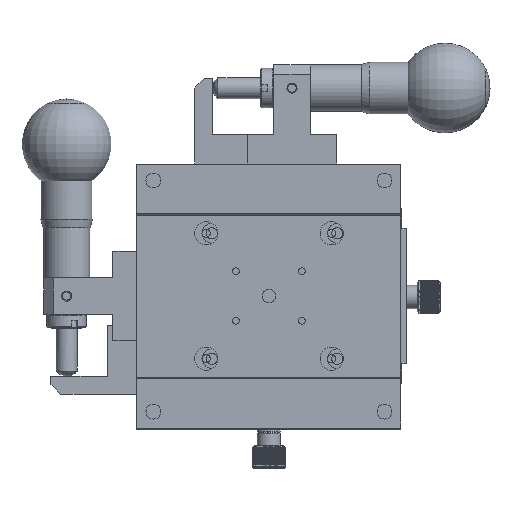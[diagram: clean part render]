
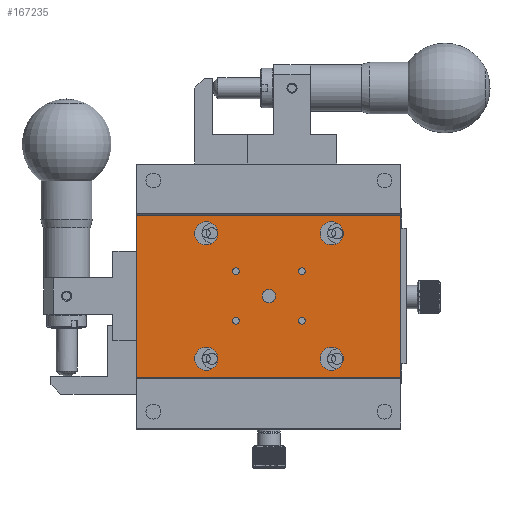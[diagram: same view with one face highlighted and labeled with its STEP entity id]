
A CAD part, front view. The second image highlights one B-rep face of the part: STEP entity #167235.
In plain terms, the highlighted planar face has unit normal (0, 1, 0).
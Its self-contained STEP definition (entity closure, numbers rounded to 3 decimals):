
#1424 = DIRECTION ( 'NONE',  ( 0., 1., 0. ) ) ;
#2065 = FACE_BOUND ( 'NONE', #63239, .T. ) ;
#3570 = CIRCLE ( 'NONE', #158826, 3.5 ) ;
#3826 = VERTEX_POINT ( 'NONE', #31483 ) ;
#6411 = CARTESIAN_POINT ( 'NONE',  ( 2.051, 2.344, 7.5 ) ) ;
#9623 = DIRECTION ( 'NONE',  ( 0., 0., -1. ) ) ;
#13190 = CARTESIAN_POINT ( 'NONE',  ( -26.949, 2.344, 15.5 ) ) ;
#14387 = ORIENTED_EDGE ( 'NONE', *, *, #66576, .F. ) ;
#16210 = DIRECTION ( 'NONE',  ( 0., 1., 0. ) ) ;
#17591 = DIRECTION ( 'NONE',  ( 0., -1., 0. ) ) ;
#17928 = VERTEX_POINT ( 'NONE', #145670 ) ;
#18271 = CARTESIAN_POINT ( 'NONE',  ( 32.051, 2.344, -40. ) ) ;
#18858 = VERTEX_POINT ( 'NONE', #29379 ) ;
#20279 = AXIS2_PLACEMENT_3D ( 'NONE', #88586, #16210, #74300 ) ;
#22114 = DIRECTION ( 'NONE',  ( 0., 1., 0. ) ) ;
#22976 = CIRCLE ( 'NONE', #175251, 1.025 ) ;
#24498 = EDGE_LOOP ( 'NONE', ( #169033 ) ) ;
#29379 = CARTESIAN_POINT ( 'NONE',  ( -7.949, 2.344, -2. ) ) ;
#30253 = CARTESIAN_POINT ( 'NONE',  ( -47.949, 2.344, -24.55 ) ) ;
#30539 = VERTEX_POINT ( 'NONE', #103907 ) ;
#31483 = CARTESIAN_POINT ( 'NONE',  ( 2.051, 2.344, 8.525 ) ) ;
#33581 = CARTESIAN_POINT ( 'NONE',  ( -17.949, 2.344, -7.5 ) ) ;
#34380 = EDGE_LOOP ( 'NONE', ( #168743 ) ) ;
#37589 = CIRCLE ( 'NONE', #40546, 3.5 ) ;
#37963 = VECTOR ( 'NONE', #66749, 1000. ) ;
#38526 = CARTESIAN_POINT ( 'NONE',  ( -47.949, 2.344, -24.55 ) ) ;
#40009 = VECTOR ( 'NONE', #159253, 1000. ) ;
#40546 = AXIS2_PLACEMENT_3D ( 'NONE', #82023, #82966, #9623 ) ;
#44943 = FACE_BOUND ( 'NONE', #78330, .T. ) ;
#45111 = ORIENTED_EDGE ( 'NONE', *, *, #121363, .T. ) ;
#45604 = ORIENTED_EDGE ( 'NONE', *, *, #116231, .T. ) ;
#47570 = CIRCLE ( 'NONE', #20279, 3.5 ) ;
#50895 = EDGE_CURVE ( 'NONE', #90105, #124211, #173571, .T. ) ;
#56381 = FACE_BOUND ( 'NONE', #123117, .T. ) ;
#57319 = FACE_BOUND ( 'NONE', #119571, .T. ) ;
#58542 = CARTESIAN_POINT ( 'NONE',  ( -7.949, 2.344, 0. ) ) ;
#62331 = CARTESIAN_POINT ( 'NONE',  ( 2.051, 2.344, -7.5 ) ) ;
#63239 = EDGE_LOOP ( 'NONE', ( #120257 ) ) ;
#64285 = EDGE_CURVE ( 'NONE', #3826, #3826, #68282, .T. ) ;
#64522 = DIRECTION ( 'NONE',  ( 0., 0., 1. ) ) ;
#66453 = DIRECTION ( 'NONE',  ( 0., 1., 0. ) ) ;
#66576 = EDGE_CURVE ( 'NONE', #30539, #30539, #105913, .T. ) ;
#66749 = DIRECTION ( 'NONE',  ( 1., 0., 0. ) ) ;
#67334 = AXIS2_PLACEMENT_3D ( 'NONE', #187034, #114579, #115513 ) ;
#68282 = CIRCLE ( 'NONE', #92630, 1.025 ) ;
#71620 = FACE_BOUND ( 'NONE', #106236, .T. ) ;
#71763 = CIRCLE ( 'NONE', #178431, 2. ) ;
#71956 = ORIENTED_EDGE ( 'NONE', *, *, #50895, .T. ) ;
#74300 = DIRECTION ( 'NONE',  ( 0., 0., -1. ) ) ;
#75323 = EDGE_CURVE ( 'NONE', #182031, #182031, #22976, .T. ) ;
#76373 = DIRECTION ( 'NONE',  ( 0., 0., -1. ) ) ;
#78330 = EDGE_LOOP ( 'NONE', ( #172701 ) ) ;
#80615 = DIRECTION ( 'NONE',  ( 0., 1., 0. ) ) ;
#82023 = CARTESIAN_POINT ( 'NONE',  ( -26.949, 2.344, 19. ) ) ;
#82966 = DIRECTION ( 'NONE',  ( 0., 1., 0. ) ) ;
#84647 = VERTEX_POINT ( 'NONE', #13190 ) ;
#86864 = FACE_BOUND ( 'NONE', #102229, .T. ) ;
#88409 = VERTEX_POINT ( 'NONE', #132321 ) ;
#88586 = CARTESIAN_POINT ( 'NONE',  ( -26.949, 2.344, -19. ) ) ;
#90105 = VERTEX_POINT ( 'NONE', #30253 ) ;
#92180 = DIRECTION ( 'NONE',  ( 0., 1., 0. ) ) ;
#92536 = LINE ( 'NONE', #18271, #106702 ) ;
#92630 = AXIS2_PLACEMENT_3D ( 'NONE', #6411, #92180, #64522 ) ;
#96665 = DIRECTION ( 'NONE',  ( -1., 0., 0. ) ) ;
#98129 = EDGE_LOOP ( 'NONE', ( #116621, #45604, #159148, #71956 ) ) ;
#101061 = CARTESIAN_POINT ( 'NONE',  ( -47.949, 2.344, 40. ) ) ;
#101173 = FACE_BOUND ( 'NONE', #117945, .T. ) ;
#102229 = EDGE_LOOP ( 'NONE', ( #45111 ) ) ;
#102723 = EDGE_CURVE ( 'NONE', #84647, #84647, #37589, .T. ) ;
#103907 = CARTESIAN_POINT ( 'NONE',  ( -17.949, 2.344, -6.475 ) ) ;
#104079 = CIRCLE ( 'NONE', #161965, 3.5 ) ;
#104613 = VERTEX_POINT ( 'NONE', #110886 ) ;
#104890 = CIRCLE ( 'NONE', #184127, 1.025 ) ;
#105467 = CARTESIAN_POINT ( 'NONE',  ( 11.051, 2.344, -19. ) ) ;
#105913 = CIRCLE ( 'NONE', #112037, 1.025 ) ;
#106236 = EDGE_LOOP ( 'NONE', ( #14387 ) ) ;
#106481 = CARTESIAN_POINT ( 'NONE',  ( 11.051, 2.344, 15.5 ) ) ;
#106702 = VECTOR ( 'NONE', #76373, 1000. ) ;
#109698 = LINE ( 'NONE', #167884, #37963 ) ;
#110048 = LINE ( 'NONE', #38526, #143199 ) ;
#110268 = VERTEX_POINT ( 'NONE', #106481 ) ;
#110886 = CARTESIAN_POINT ( 'NONE',  ( 32.051, 2.344, -24.55 ) ) ;
#112037 = AXIS2_PLACEMENT_3D ( 'NONE', #33581, #22114, #150821 ) ;
#113639 = FACE_BOUND ( 'NONE', #34380, .T. ) ;
#114204 = EDGE_CURVE ( 'NONE', #104613, #90105, #110048, .T. ) ;
#114579 = DIRECTION ( 'NONE',  ( 0., 1., 0. ) ) ;
#115513 = DIRECTION ( 'NONE',  ( 0., 0., 1. ) ) ;
#116231 = EDGE_CURVE ( 'NONE', #123490, #104613, #92536, .T. ) ;
#116621 = ORIENTED_EDGE ( 'NONE', *, *, #131750, .T. ) ;
#116748 = DIRECTION ( 'NONE',  ( 0., 0., -1. ) ) ;
#117945 = EDGE_LOOP ( 'NONE', ( #147213 ) ) ;
#119571 = EDGE_LOOP ( 'NONE', ( #176130 ) ) ;
#120257 = ORIENTED_EDGE ( 'NONE', *, *, #64285, .F. ) ;
#121363 = EDGE_CURVE ( 'NONE', #18858, #18858, #71763, .T. ) ;
#122611 = EDGE_CURVE ( 'NONE', #88409, #88409, #47570, .T. ) ;
#123117 = EDGE_LOOP ( 'NONE', ( #167318 ) ) ;
#123490 = VERTEX_POINT ( 'NONE', #159208 ) ;
#124211 = VERTEX_POINT ( 'NONE', #155101 ) ;
#125594 = CARTESIAN_POINT ( 'NONE',  ( -17.949, 2.344, 7.5 ) ) ;
#128589 = CARTESIAN_POINT ( 'NONE',  ( 11.051, 2.344, 19. ) ) ;
#129821 = PLANE ( 'NONE',  #67334 ) ;
#131700 = FACE_OUTER_BOUND ( 'NONE', #98129, .T. ) ;
#131750 = EDGE_CURVE ( 'NONE', #124211, #123490, #109698, .T. ) ;
#132321 = CARTESIAN_POINT ( 'NONE',  ( -26.949, 2.344, -22.5 ) ) ;
#132637 = EDGE_CURVE ( 'NONE', #176193, #176193, #104890, .T. ) ;
#143167 = FACE_BOUND ( 'NONE', #24498, .T. ) ;
#143199 = VECTOR ( 'NONE', #96665, 1000. ) ;
#145670 = CARTESIAN_POINT ( 'NONE',  ( 11.051, 2.344, -22.5 ) ) ;
#147213 = ORIENTED_EDGE ( 'NONE', *, *, #75323, .F. ) ;
#150022 = EDGE_CURVE ( 'NONE', #17928, #17928, #104079, .T. ) ;
#150821 = DIRECTION ( 'NONE',  ( 0., 0., 1. ) ) ;
#155101 = CARTESIAN_POINT ( 'NONE',  ( -47.949, 2.344, 24.55 ) ) ;
#158826 = AXIS2_PLACEMENT_3D ( 'NONE', #128589, #170554, #159064 ) ;
#159064 = DIRECTION ( 'NONE',  ( 0., 0., -1. ) ) ;
#159148 = ORIENTED_EDGE ( 'NONE', *, *, #114204, .T. ) ;
#159208 = CARTESIAN_POINT ( 'NONE',  ( 32.051, 2.344, 24.55 ) ) ;
#159253 = DIRECTION ( 'NONE',  ( 0., 0., 1. ) ) ;
#161965 = AXIS2_PLACEMENT_3D ( 'NONE', #105467, #80615, #169285 ) ;
#163750 = CARTESIAN_POINT ( 'NONE',  ( 2.051, 2.344, -6.475 ) ) ;
#167235 = ADVANCED_FACE ( 'NONE', ( #131700, #44943, #56381, #113639, #57319, #101173, #71620, #2065, #143167, #86864 ), #129821, .T. ) ;
#167318 = ORIENTED_EDGE ( 'NONE', *, *, #168182, .F. ) ;
#167742 = CARTESIAN_POINT ( 'NONE',  ( -17.949, 2.344, 8.525 ) ) ;
#167884 = CARTESIAN_POINT ( 'NONE',  ( -47.949, 2.344, 24.55 ) ) ;
#168182 = EDGE_CURVE ( 'NONE', #110268, #110268, #3570, .T. ) ;
#168743 = ORIENTED_EDGE ( 'NONE', *, *, #150022, .F. ) ;
#169033 = ORIENTED_EDGE ( 'NONE', *, *, #132637, .F. ) ;
#169285 = DIRECTION ( 'NONE',  ( 0., 0., -1. ) ) ;
#170554 = DIRECTION ( 'NONE',  ( 0., 1., 0. ) ) ;
#172701 = ORIENTED_EDGE ( 'NONE', *, *, #102723, .F. ) ;
#173571 = LINE ( 'NONE', #101061, #40009 ) ;
#175251 = AXIS2_PLACEMENT_3D ( 'NONE', #125594, #66453, #184687 ) ;
#176130 = ORIENTED_EDGE ( 'NONE', *, *, #122611, .F. ) ;
#176193 = VERTEX_POINT ( 'NONE', #163750 ) ;
#178431 = AXIS2_PLACEMENT_3D ( 'NONE', #58542, #17591, #116748 ) ;
#178688 = DIRECTION ( 'NONE',  ( 0., 0., 1. ) ) ;
#182031 = VERTEX_POINT ( 'NONE', #167742 ) ;
#184127 = AXIS2_PLACEMENT_3D ( 'NONE', #62331, #1424, #178688 ) ;
#184687 = DIRECTION ( 'NONE',  ( 0., 0., 1. ) ) ;
#187034 = CARTESIAN_POINT ( 'NONE',  ( -47.949, 2.344, -24.55 ) ) ;
